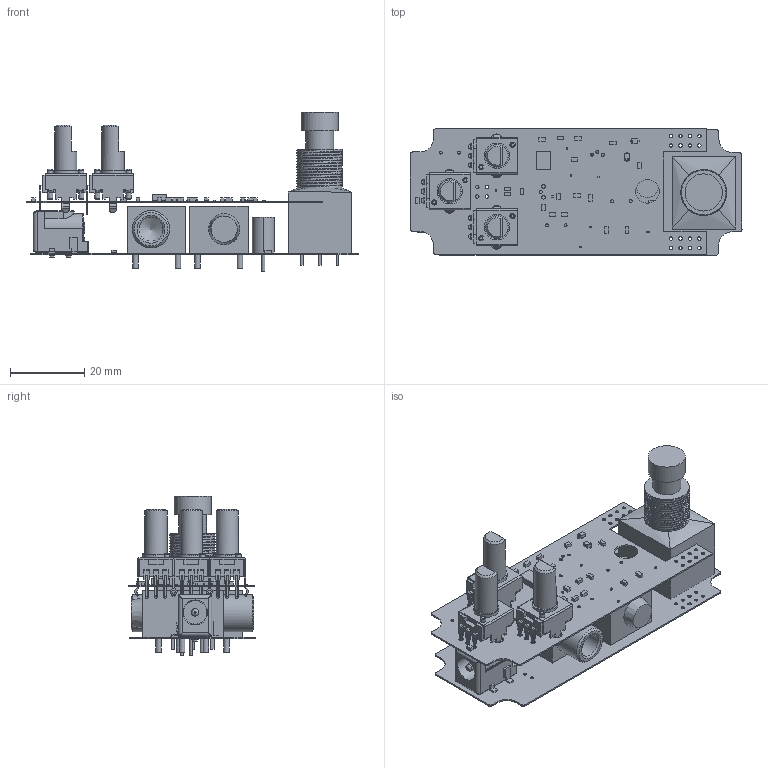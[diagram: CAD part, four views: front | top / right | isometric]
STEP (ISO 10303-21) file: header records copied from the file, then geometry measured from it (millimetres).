
FILE_DESCRIPTION(('STEP AP203'), '1');
FILE_NAME('Test file header', '2020-06-03T06:21:35', ('Default Math Test author'), ('Default Math Test organization'), 'ASCON STEP Converter 1.6', 'ASCON Math Kernel', 'Default Math Test authization');
FILE_SCHEMA(('CONFIG_CONTROL_DESIGN'));
Length unit declared in the file: millimetre
Products named in the file (61): Board; R21; ptv09a-4x20f-xxxx; R20; R18; R4; IC1; R22; R17; R16; R15; R14; R13; R12; R11; R10; R9; R8; R7; R6; R5; R3; R2; R1; D2; ASSEMBLY; PinKIdent; PinK; PinA; D1; C10; C9; C8; C5; C4; C3; C2; C1; S1; Foot Switch ...
Assembly tree (72 placements, depth 6):
  (unnamed)
    (unnamed)
      (unnamed)
        Board
        R21
          ptv09a-4x20f-xxxx
        R20
          ptv09a-4x20f-xxxx
        R18
        R4
          ptv09a-4x20f-xxxx
        IC1
        R22
        R17
        R16
        R15
        R14
        R13
        R12
        R11
        R10
        R9
        R8
        R7
        R6
        R5
        R3
        R2
        R1
        D2
          ASSEMBLY
            PinKIdent
            PinK
            PinA
        D1
          ASSEMBLY
            PinKIdent
            PinK
            PinA
        C10
          ASSEMBLY
        C9
          ASSEMBLY
        C8
          ASSEMBLY
        C5
          ASSEMBLY
        C4
          ASSEMBLY
        C3
          ASSEMBLY
        C2
          ASSEMBLY
        C1
          ASSEMBLY
    (unnamed)
      (unnamed)
        Board
        S1
          Foot Switch
Bounding box: 89.25 x 34 x 43 mm (x, y, z)
Volume: 21641.3 mm3; surface area: 24141.8 mm2
Topology: 79 solids, 79 shells, 1825 faces, 4484 edges, 2845 vertices
Faces by surface type: plane 1218, cylinder 479, sphere 72, torus 26, bspline 21, cone 9
Full cylindrical faces by diameter (mm): 0.78 x4, 0.811 x6, 0.891 x6, 0.911 x42, 0.991 x2, 1.16 x3, 1.2 x5, 1.211 x18, 1.3 x6, 1.4 x12, 1.5 x12, 1.511 x12, 1.7 x1, 1.711 x1, 1.811 x1, 2 x1, 2.984 x6, 4.479 x3, 6 x3, 6.1 x3, 6.12 x3, 6.361 x1, 6.5 x3, 6.8 x3, 7.481 x1, 8.2 x3, 10 x3
Entity records: 46238 total; most frequent: CARTESIAN_POINT 15662, DIRECTION 5356, ORIENTED_EDGE 5116, EDGE_CURVE 2558, LINE 1912, VECTOR 1912, VERTEX_POINT 1752, AXIS2_PLACEMENT_3D 1722
